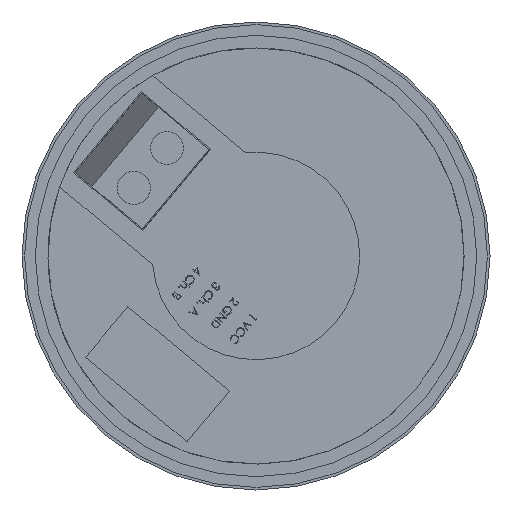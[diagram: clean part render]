
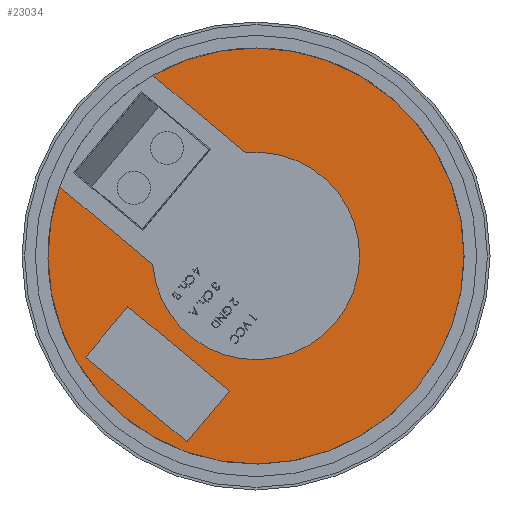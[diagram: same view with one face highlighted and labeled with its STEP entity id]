
A CAD part, left-side view. The second image highlights one B-rep face of the part: STEP entity #23034.
In plain terms, the highlighted face is planar.
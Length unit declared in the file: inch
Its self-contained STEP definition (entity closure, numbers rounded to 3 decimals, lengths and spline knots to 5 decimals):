
#239 = LINE ( 'NONE', #10137, #5532 ) ;
#437 = DIRECTION ( 'NONE',  ( 0., 1., 0. ) ) ;
#549 = CARTESIAN_POINT ( 'NONE',  ( 0.7075, 0.6415, -0.25 ) ) ;
#717 = ORIENTED_EDGE ( 'NONE', *, *, #23917, .F. ) ;
#937 = CIRCLE ( 'NONE', #9817, 0.3925 ) ;
#1375 = VERTEX_POINT ( 'NONE', #21448 ) ;
#2145 = CARTESIAN_POINT ( 'NONE',  ( 0., 0.6415, 0. ) ) ;
#2310 = EDGE_CURVE ( 'NONE', #12266, #19104, #18242, .T. ) ;
#2365 = LINE ( 'NONE', #3247, #12927 ) ;
#2499 = ORIENTED_EDGE ( 'NONE', *, *, #2310, .F. ) ;
#2544 = VERTEX_POINT ( 'NONE', #19273 ) ;
#2677 = CIRCLE ( 'NONE', #19626, 0.3925 ) ;
#3247 = CARTESIAN_POINT ( 'NONE',  ( 0.4575, 0.6415, -0.25 ) ) ;
#3333 = CARTESIAN_POINT ( 'NONE',  ( 0., 0.6415, -0.3925 ) ) ;
#3461 = CARTESIAN_POINT ( 'NONE',  ( 0.275, 0.6415, 0.28006 ) ) ;
#4102 = CARTESIAN_POINT ( 'NONE',  ( -0.275, 0.6415, 0.73792 ) ) ;
#4203 = DIRECTION ( 'NONE',  ( 0., 0., 1. ) ) ;
#4242 = CARTESIAN_POINT ( 'NONE',  ( 0., 0.6415, 0. ) ) ;
#4250 = CARTESIAN_POINT ( 'NONE',  ( 0., 0.6415, 0. ) ) ;
#4449 = FACE_OUTER_BOUND ( 'NONE', #24769, .T. ) ;
#4551 = VERTEX_POINT ( 'NONE', #19776 ) ;
#4711 = VERTEX_POINT ( 'NONE', #549 ) ;
#4885 = CARTESIAN_POINT ( 'NONE',  ( 0.4575, 0.6415, -0.25 ) ) ;
#5212 = VERTEX_POINT ( 'NONE', #3333 ) ;
#5532 = VECTOR ( 'NONE', #8148, 39.37008 ) ;
#5674 = VERTEX_POINT ( 'NONE', #13825 ) ;
#6195 = DIRECTION ( 'NONE',  ( 0., 0., 1. ) ) ;
#6208 = DIRECTION ( 'NONE',  ( 0., 0., 1. ) ) ;
#6590 = VERTEX_POINT ( 'NONE', #4102 ) ;
#6779 = DIRECTION ( 'NONE',  ( 0., 0., 1. ) ) ;
#6904 = AXIS2_PLACEMENT_3D ( 'NONE', #21244, #9399, #23205 ) ;
#7443 = DIRECTION ( 'NONE',  ( 0., 0., -1. ) ) ;
#7594 = CIRCLE ( 'NONE', #24873, 0.7875 ) ;
#7688 = CARTESIAN_POINT ( 'NONE',  ( 0.4575, 0.6415, 0.25 ) ) ;
#7757 = CARTESIAN_POINT ( 'NONE',  ( 0.7075, 0.6415, -0.25 ) ) ;
#8118 = ORIENTED_EDGE ( 'NONE', *, *, #16756, .F. ) ;
#8148 = DIRECTION ( 'NONE',  ( 0., 0., 1. ) ) ;
#8420 = CARTESIAN_POINT ( 'NONE',  ( 0.4575, 0.6415, -0.25 ) ) ;
#8971 = LINE ( 'NONE', #7757, #13625 ) ;
#9224 = EDGE_CURVE ( 'NONE', #17674, #12266, #15284, .T. ) ;
#9399 = DIRECTION ( 'NONE',  ( 0., 1., 0. ) ) ;
#9701 = ORIENTED_EDGE ( 'NONE', *, *, #19138, .T. ) ;
#9758 = DIRECTION ( 'NONE',  ( 0., 0., -1. ) ) ;
#9817 = AXIS2_PLACEMENT_3D ( 'NONE', #4242, #18036, #6195 ) ;
#10137 = CARTESIAN_POINT ( 'NONE',  ( -0.275, 0.6415, 0.28006 ) ) ;
#10264 = ORIENTED_EDGE ( 'NONE', *, *, #22276, .T. ) ;
#12266 = VERTEX_POINT ( 'NONE', #7688 ) ;
#12316 = CARTESIAN_POINT ( 'NONE',  ( 0., 0.6415, 0. ) ) ;
#12927 = VECTOR ( 'NONE', #15115, 39.37008 ) ;
#13284 = VECTOR ( 'NONE', #7443, 39.37008 ) ;
#13430 = VECTOR ( 'NONE', #6779, 39.37008 ) ;
#13625 = VECTOR ( 'NONE', #9758, 39.37008 ) ;
#13825 = CARTESIAN_POINT ( 'NONE',  ( -0.275, 0.6415, 0.28006 ) ) ;
#13876 = EDGE_CURVE ( 'NONE', #2544, #5212, #937, .T. ) ;
#14076 = AXIS2_PLACEMENT_3D ( 'NONE', #12316, #437, #14284 ) ;
#14164 = ORIENTED_EDGE ( 'NONE', *, *, #13876, .F. ) ;
#14199 = CARTESIAN_POINT ( 'NONE',  ( 0.7075, 0.6415, 0.25 ) ) ;
#14284 = DIRECTION ( 'NONE',  ( 0., 0., 1. ) ) ;
#15115 = DIRECTION ( 'NONE',  ( -1., 0., 0. ) ) ;
#15284 = LINE ( 'NONE', #4885, #13430 ) ;
#16026 = DIRECTION ( 'NONE',  ( 0., 1., 0. ) ) ;
#16134 = ORIENTED_EDGE ( 'NONE', *, *, #9224, .F. ) ;
#16174 = EDGE_CURVE ( 'NONE', #4551, #2544, #19144, .T. ) ;
#16756 = EDGE_CURVE ( 'NONE', #4711, #17674, #2365, .T. ) ;
#17652 = ORIENTED_EDGE ( 'NONE', *, *, #24386, .F. ) ;
#17674 = VERTEX_POINT ( 'NONE', #8420 ) ;
#17755 = ORIENTED_EDGE ( 'NONE', *, *, #25320, .F. ) ;
#18036 = DIRECTION ( 'NONE',  ( 0., 1., 0. ) ) ;
#18045 = DIRECTION ( 'NONE',  ( 0., 1., 0. ) ) ;
#18242 = LINE ( 'NONE', #24478, #23521 ) ;
#19104 = VERTEX_POINT ( 'NONE', #14199 ) ;
#19138 = EDGE_CURVE ( 'NONE', #4551, #1375, #22669, .T. ) ;
#19144 = LINE ( 'NONE', #3461, #13284 ) ;
#19149 = PLANE ( 'NONE',  #6904 ) ;
#19273 = CARTESIAN_POINT ( 'NONE',  ( 0.275, 0.6415, 0.28006 ) ) ;
#19626 = AXIS2_PLACEMENT_3D ( 'NONE', #2145, #16026, #4203 ) ;
#19776 = CARTESIAN_POINT ( 'NONE',  ( 0.275, 0.6415, 0.73792 ) ) ;
#21244 = CARTESIAN_POINT ( 'NONE',  ( 0., 0.6415, 0. ) ) ;
#21448 = CARTESIAN_POINT ( 'NONE',  ( 0., 0.6415, -0.7875 ) ) ;
#22276 = EDGE_CURVE ( 'NONE', #1375, #6590, #7594, .T. ) ;
#22669 = CIRCLE ( 'NONE', #14076, 0.7875 ) ;
#23034 = ADVANCED_FACE ( 'NONE', ( #23620, #4449 ), #19149, .T. ) ;
#23205 = DIRECTION ( 'NONE',  ( 0., 0., 1. ) ) ;
#23521 = VECTOR ( 'NONE', #24322, 39.37008 ) ;
#23620 = FACE_BOUND ( 'NONE', #25496, .T. ) ;
#23917 = EDGE_CURVE ( 'NONE', #19104, #4711, #8971, .T. ) ;
#24322 = DIRECTION ( 'NONE',  ( 1., 0., 0. ) ) ;
#24361 = ORIENTED_EDGE ( 'NONE', *, *, #16174, .F. ) ;
#24386 = EDGE_CURVE ( 'NONE', #5674, #6590, #239, .T. ) ;
#24478 = CARTESIAN_POINT ( 'NONE',  ( 0.4575, 0.6415, 0.25 ) ) ;
#24769 = EDGE_LOOP ( 'NONE', ( #17652, #17755, #14164, #24361, #9701, #10264 ) ) ;
#24873 = AXIS2_PLACEMENT_3D ( 'NONE', #4250, #18045, #6208 ) ;
#25320 = EDGE_CURVE ( 'NONE', #5212, #5674, #2677, .T. ) ;
#25496 = EDGE_LOOP ( 'NONE', ( #717, #2499, #16134, #8118 ) ) ;
